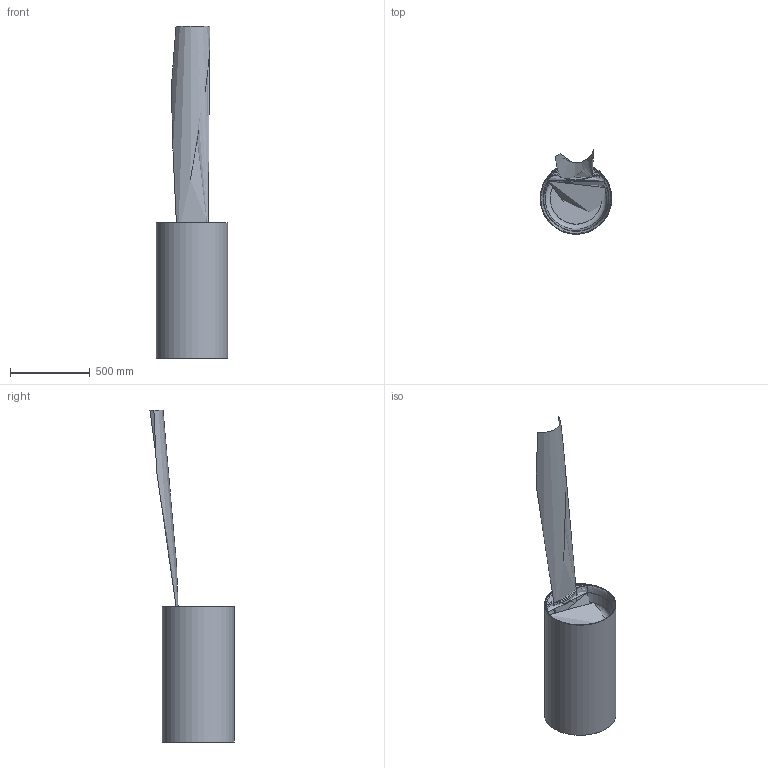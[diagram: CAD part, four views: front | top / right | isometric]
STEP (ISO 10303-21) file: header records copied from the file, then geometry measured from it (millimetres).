
FILE_DESCRIPTION(/* description */ ('CAx-IF Rec.Pracs.---Representation and Presentation of Product Manufacturing Information (PMI)---4.0---2014-10-13','CAx-IF Rec.Pracs.---3D Tessellated Geometry---0.4---2014-09-14','2;1'),/* implementation_level */ '2;1');
FILE_NAME(/* name */ 'OMSA04-Ø450X850',/* time_stamp */ '2023-09-20T14:23:27+08:00',/* author */ (''),/* organization */ (''),/* preprocessor_version */ 'ST-DEVELOPER v18.102',/* originating_system */ 'SIEMENS PLM Software NX 2023',/* authorisation */ $);
FILE_SCHEMA (('AP242_MANAGED_MODEL_BASED_3D_ENGINEERING_MIM_LF { 1 0 10303 442 3 1 4 }'));
Length unit declared in the file: millimetre
Products named in the file (1): OMSA04-Ø450X850
Bounding box: 450 x 528.33 x 2085.64 mm (x, y, z)
Volume: 12709252.5 mm3; surface area: 2904925.1 mm2
Topology: 1 solids, 1 shells, 60 faces, 141 edges, 82 vertices
Faces by surface type: bspline 25, torus 11, plane 9, cone 8, cylinder 7
Full cylindrical faces by diameter (mm): 42 x1, 442 x1, 450 x1
Entity records: 3027 total; most frequent: CARTESIAN_POINT 1807, ORIENTED_EDGE 236, DIRECTION 220, EDGE_CURVE 118, AXIS2_PLACEMENT_3D 106, EDGE_LOOP 78, FACE_BOUND 78, VERTEX_POINT 76
